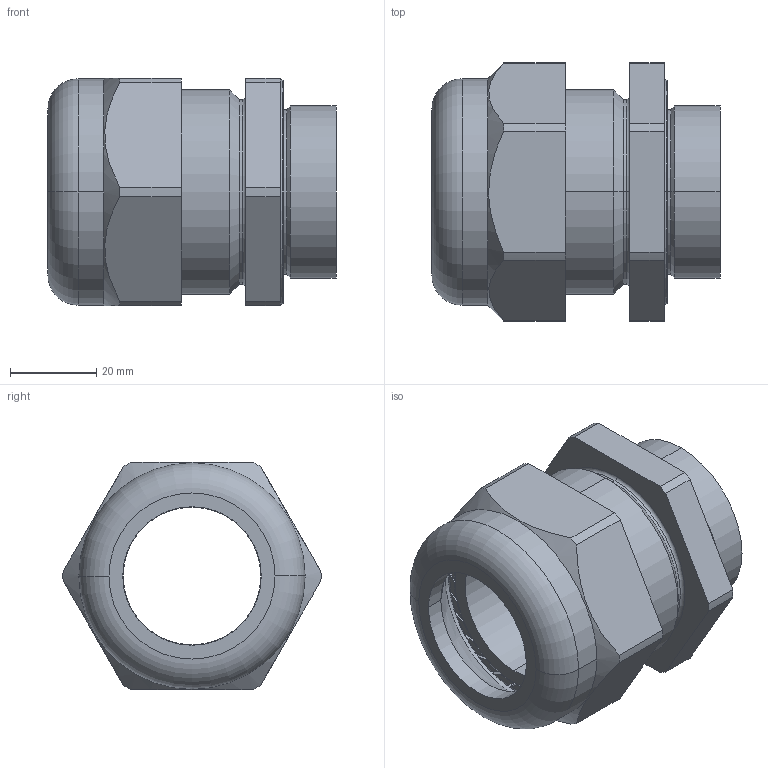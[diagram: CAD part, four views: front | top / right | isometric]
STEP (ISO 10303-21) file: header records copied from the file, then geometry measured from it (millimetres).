
FILE_DESCRIPTION (( 'STEP AP214' ), '1' );
FILE_NAME ('2050366.STP', '2018-01-17T10:22:19', ( '' ), ( '' ), 'SwSTEP 2.0', 'SolidWorks 2016', '' );
FILE_SCHEMA (( 'AUTOMOTIVE_DESIGN' ));
Length unit declared in the file: millimetre
Products named in the file (4): EV501_PG36; EV131-36-02_Pg36; EV114-40-01_Standard; 2050366
Assembly tree (3 placements, depth 2):
  2050366
    EV114-40-01_Standard
    EV131-36-02_Pg36
    EV501_PG36
Bounding box: 67 x 60 x 53 mm (x, y, z)
Volume: 69816.1 mm3; surface area: 35949 mm2
Topology: 3 solids, 3 shells, 312 faces, 871 edges, 569 vertices
Faces by surface type: plane 95, torus 89, cylinder 84, cone 44
Entity records: 11018 total; most frequent: CARTESIAN_POINT 2927, ORIENTED_EDGE 1742, DIRECTION 1641, EDGE_CURVE 871, AXIS2_PLACEMENT_3D 657, VERTEX_POINT 569, CIRCLE 339, VECTOR 327
